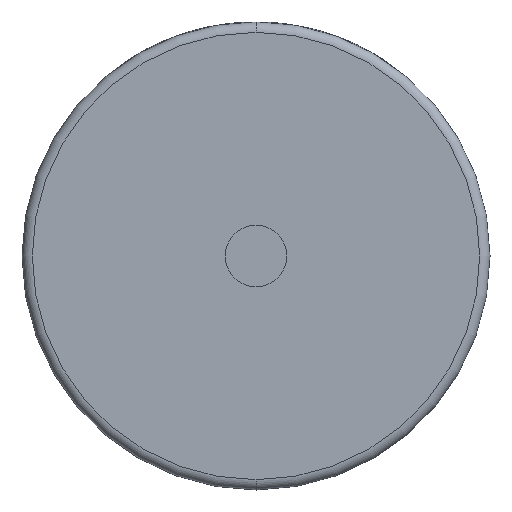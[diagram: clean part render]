
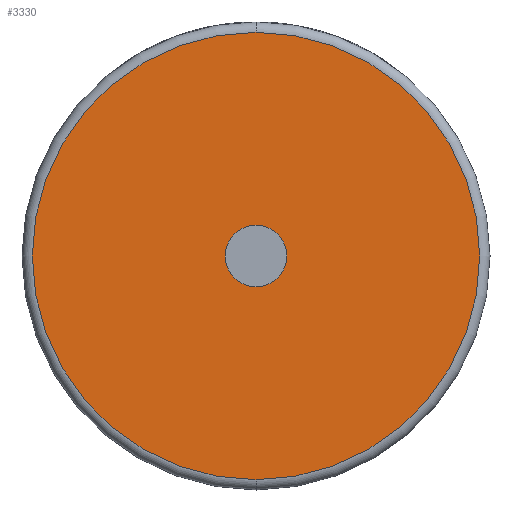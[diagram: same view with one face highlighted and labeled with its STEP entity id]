
A CAD part, front view. The second image highlights one B-rep face of the part: STEP entity #3330.
In plain terms, the highlighted planar face has unit normal (0, -1, 0).
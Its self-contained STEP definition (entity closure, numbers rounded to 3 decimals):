
#248 = DIRECTION ( 'NONE',  ( 0., -1., 0. ) ) ;
#362 = DIRECTION ( 'NONE',  ( 0., 0., 1. ) ) ;
#486 = ORIENTED_EDGE ( 'NONE', *, *, #1849, .F. ) ;
#507 = CIRCLE ( 'NONE', #2170, 6. ) ;
#823 = CIRCLE ( 'NONE', #2223, 6. ) ;
#826 = EDGE_CURVE ( 'NONE', #1537, #2575, #823, .T. ) ;
#858 = FACE_OUTER_BOUND ( 'NONE', #2933, .T. ) ;
#909 = CARTESIAN_POINT ( 'NONE',  ( 0., 0., -6. ) ) ;
#927 = DIRECTION ( 'NONE',  ( 0., 0., 1. ) ) ;
#1010 = AXIS2_PLACEMENT_3D ( 'NONE', #2155, #2568, #362 ) ;
#1214 = VERTEX_POINT ( 'NONE', #1526 ) ;
#1273 = CARTESIAN_POINT ( 'NONE',  ( 0., 0., 0. ) ) ;
#1526 = CARTESIAN_POINT ( 'NONE',  ( 0., 0., 43.5 ) ) ;
#1537 = VERTEX_POINT ( 'NONE', #909 ) ;
#1682 = DIRECTION ( 'NONE',  ( 0., 1., 0. ) ) ;
#1849 = EDGE_CURVE ( 'NONE', #2575, #1537, #507, .T. ) ;
#2004 = EDGE_CURVE ( 'NONE', #3320, #1214, #3473, .T. ) ;
#2032 = DIRECTION ( 'NONE',  ( 0., -1., 0. ) ) ;
#2055 = CARTESIAN_POINT ( 'NONE',  ( 0., 0., -43.5 ) ) ;
#2061 = EDGE_CURVE ( 'NONE', #1214, #3320, #3259, .T. ) ;
#2155 = CARTESIAN_POINT ( 'NONE',  ( 0., 0., 0. ) ) ;
#2170 = AXIS2_PLACEMENT_3D ( 'NONE', #4573, #248, #2429 ) ;
#2223 = AXIS2_PLACEMENT_3D ( 'NONE', #1273, #2742, #927 ) ;
#2429 = DIRECTION ( 'NONE',  ( 0., 0., 1. ) ) ;
#2502 = AXIS2_PLACEMENT_3D ( 'NONE', #3904, #1682, #4324 ) ;
#2568 = DIRECTION ( 'NONE',  ( 0., -1., 0. ) ) ;
#2575 = VERTEX_POINT ( 'NONE', #4352 ) ;
#2742 = DIRECTION ( 'NONE',  ( 0., -1., 0. ) ) ;
#2933 = EDGE_LOOP ( 'NONE', ( #4054, #4552 ) ) ;
#3259 = CIRCLE ( 'NONE', #1010, 43.5 ) ;
#3320 = VERTEX_POINT ( 'NONE', #2055 ) ;
#3330 = ADVANCED_FACE ( 'NONE', ( #858, #4656 ), #4213, .F. ) ;
#3462 = CARTESIAN_POINT ( 'NONE',  ( 0., 0., 0. ) ) ;
#3473 = CIRCLE ( 'NONE', #3746, 43.5 ) ;
#3532 = DIRECTION ( 'NONE',  ( 0., 0., 1. ) ) ;
#3746 = AXIS2_PLACEMENT_3D ( 'NONE', #3462, #2032, #3532 ) ;
#3774 = ORIENTED_EDGE ( 'NONE', *, *, #826, .F. ) ;
#3798 = EDGE_LOOP ( 'NONE', ( #486, #3774 ) ) ;
#3904 = CARTESIAN_POINT ( 'NONE',  ( 0., 0., 0. ) ) ;
#4054 = ORIENTED_EDGE ( 'NONE', *, *, #2061, .T. ) ;
#4213 = PLANE ( 'NONE',  #2502 ) ;
#4324 = DIRECTION ( 'NONE',  ( 0., 0., 1. ) ) ;
#4352 = CARTESIAN_POINT ( 'NONE',  ( 0., 0., 6. ) ) ;
#4552 = ORIENTED_EDGE ( 'NONE', *, *, #2004, .T. ) ;
#4573 = CARTESIAN_POINT ( 'NONE',  ( 0., 0., 0. ) ) ;
#4656 = FACE_BOUND ( 'NONE', #3798, .T. ) ;
